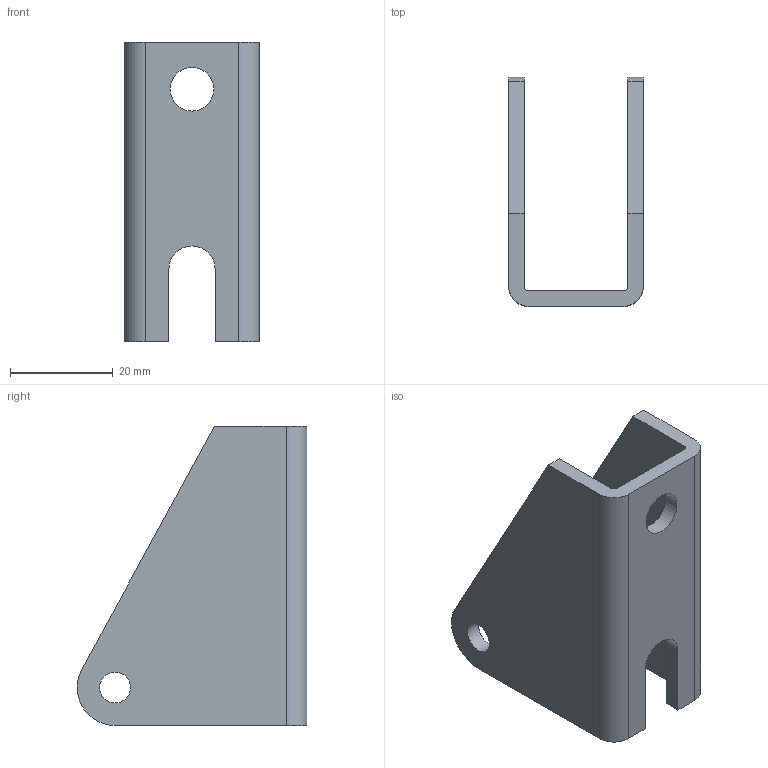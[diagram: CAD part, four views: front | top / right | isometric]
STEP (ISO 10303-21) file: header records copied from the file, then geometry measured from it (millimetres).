
FILE_DESCRIPTION(/* description */ (''),/* implementation_level */ '2;1');
FILE_NAME(/* name */ 'Mounting_Bracket_Type_A.stp',/* time_stamp */ '2018-12-02T13:44:56+01:00',/* author */ ('Sebi'),/* organization */ (''),/* preprocessor_version */ 'ST-DEVELOPER v16.13',/* originating_system */ 'Autodesk Inventor 2018',/* authorisation */ '');
FILE_SCHEMA (('AUTOMOTIVE_DESIGN { 1 0 10303 214 3 1 1 }'));
Length unit declared in the file: millimetre
Products named in the file (1): Mounting_Bracket_Type_A
Bounding box: 26.2 x 44.7 x 58.2 mm (x, y, z)
Volume: 13955.4 mm3; surface area: 10451.9 mm2
Topology: 1 solids, 1 shells, 23 faces, 63 edges, 42 vertices
Faces by surface type: plane 13, cylinder 10
Full cylindrical faces by diameter (mm): 6 x2, 8.5 x1
Entity records: 773 total; most frequent: DIRECTION 128, CARTESIAN_POINT 126, ORIENTED_EDGE 120, EDGE_CURVE 60, AXIS2_PLACEMENT_3D 44, VERTEX_POINT 42, LINE 40, VECTOR 40
